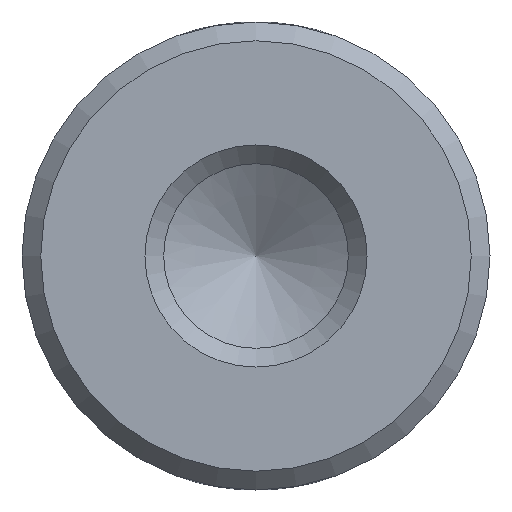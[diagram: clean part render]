
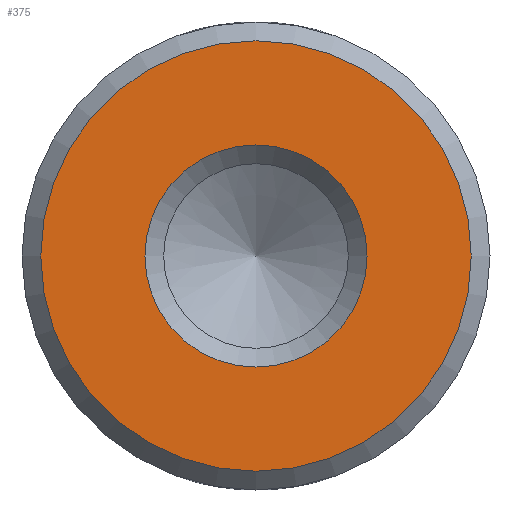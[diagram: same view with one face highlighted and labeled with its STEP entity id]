
A CAD part, front view. The second image highlights one B-rep face of the part: STEP entity #375.
In plain terms, the highlighted planar face has unit normal (0, -1, 0).
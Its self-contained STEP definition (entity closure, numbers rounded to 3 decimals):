
#15=PLANE('',#436);
#18=FACE_BOUND('',#94,.T.);
#29=CIRCLE('',#406,3.008);
#30=CIRCLE('',#407,3.008);
#35=CIRCLE('',#418,5.829);
#36=CIRCLE('',#419,5.829);
#72=FACE_OUTER_BOUND('',#93,.T.);
#93=EDGE_LOOP('',(#321,#322));
#94=EDGE_LOOP('',(#323,#324));
#157=VERTEX_POINT('',#826);
#158=VERTEX_POINT('',#828);
#167=VERTEX_POINT('',#970);
#168=VERTEX_POINT('',#972);
#195=EDGE_CURVE('',#158,#157,#29,.T.);
#196=EDGE_CURVE('',#157,#158,#30,.T.);
#211=EDGE_CURVE('',#167,#168,#35,.T.);
#212=EDGE_CURVE('',#168,#167,#36,.T.);
#321=ORIENTED_EDGE('',*,*,#212,.F.);
#322=ORIENTED_EDGE('',*,*,#211,.F.);
#323=ORIENTED_EDGE('',*,*,#195,.T.);
#324=ORIENTED_EDGE('',*,*,#196,.T.);
#375=ADVANCED_FACE('',(#72,#18),#15,.F.);
#406=AXIS2_PLACEMENT_3D('',#829,#461,#462);
#407=AXIS2_PLACEMENT_3D('',#830,#463,#464);
#418=AXIS2_PLACEMENT_3D('',#973,#491,#492);
#419=AXIS2_PLACEMENT_3D('',#974,#493,#494);
#436=AXIS2_PLACEMENT_3D('',#1048,#533,#534);
#461=DIRECTION('center_axis',(0.,1.,0.));
#462=DIRECTION('ref_axis',(0.,0.,1.));
#463=DIRECTION('center_axis',(0.,1.,0.));
#464=DIRECTION('ref_axis',(0.,0.,1.));
#491=DIRECTION('center_axis',(0.,1.,0.));
#492=DIRECTION('ref_axis',(0.,0.,1.));
#493=DIRECTION('center_axis',(0.,1.,0.));
#494=DIRECTION('ref_axis',(0.,0.,1.));
#533=DIRECTION('center_axis',(0.,1.,0.));
#534=DIRECTION('ref_axis',(0.,0.,1.));
#826=CARTESIAN_POINT('',(0.,0.,3.008));
#828=CARTESIAN_POINT('',(0.,0.,-3.008));
#829=CARTESIAN_POINT('Origin',(0.,0.,0.));
#830=CARTESIAN_POINT('Origin',(0.,0.,0.));
#970=CARTESIAN_POINT('',(0.,0.,-5.829));
#972=CARTESIAN_POINT('',(0.,0.,5.829));
#973=CARTESIAN_POINT('Origin',(0.,0.,0.));
#974=CARTESIAN_POINT('Origin',(0.,0.,0.));
#1048=CARTESIAN_POINT('Origin',(5.829,0.,0.));
